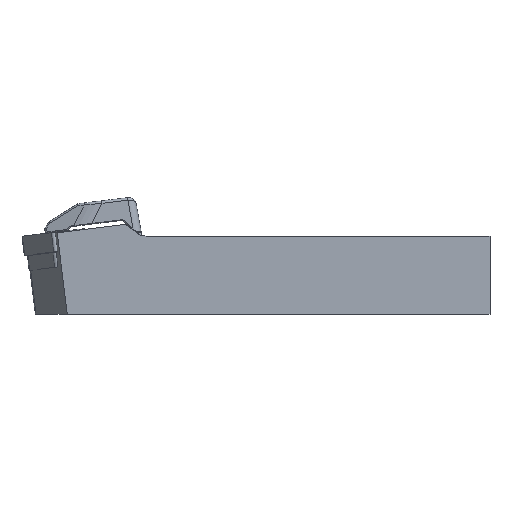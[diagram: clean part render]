
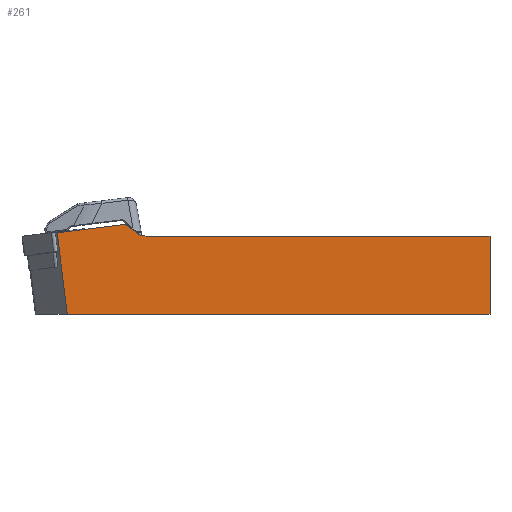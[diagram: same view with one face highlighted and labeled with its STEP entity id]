
A CAD part, front view. The second image highlights one B-rep face of the part: STEP entity #261.
In plain terms, the highlighted planar face has unit normal (0, -1, 0).
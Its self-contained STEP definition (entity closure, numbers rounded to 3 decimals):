
#261=ADVANCED_FACE('',(#423),#377,.F.);
#377=PLANE('',#2094);
#423=FACE_OUTER_BOUND('',#536,.T.);
#536=EDGE_LOOP('',(#1008,#1009,#1010,#1011,#1012,#1013,#1014,#1015));
#670=LINE('',#2981,#825);
#677=LINE('',#3038,#832);
#681=LINE('',#3045,#836);
#682=LINE('',#3047,#837);
#683=LINE('',#3049,#838);
#684=LINE('',#3051,#839);
#685=LINE('',#3053,#840);
#686=LINE('',#3055,#841);
#825=VECTOR('',#2337,1.);
#832=VECTOR('',#2352,1.);
#836=VECTOR('',#2358,1.);
#837=VECTOR('',#2359,1.);
#838=VECTOR('',#2360,1.);
#839=VECTOR('',#2361,1.);
#840=VECTOR('',#2362,1.);
#841=VECTOR('',#2363,1.);
#1008=ORIENTED_EDGE('',*,*,#1746,.F.);
#1009=ORIENTED_EDGE('',*,*,#1758,.F.);
#1010=ORIENTED_EDGE('',*,*,#1762,.T.);
#1011=ORIENTED_EDGE('',*,*,#1763,.F.);
#1012=ORIENTED_EDGE('',*,*,#1764,.F.);
#1013=ORIENTED_EDGE('',*,*,#1765,.F.);
#1014=ORIENTED_EDGE('',*,*,#1766,.T.);
#1015=ORIENTED_EDGE('',*,*,#1767,.F.);
#1562=VERTEX_POINT('',#2980);
#1563=VERTEX_POINT('',#2982);
#1574=VERTEX_POINT('',#3039);
#1576=VERTEX_POINT('',#3046);
#1577=VERTEX_POINT('',#3048);
#1578=VERTEX_POINT('',#3050);
#1579=VERTEX_POINT('',#3052);
#1580=VERTEX_POINT('',#3054);
#1746=EDGE_CURVE('',#1562,#1563,#670,.T.);
#1758=EDGE_CURVE('',#1574,#1562,#677,.T.);
#1762=EDGE_CURVE('',#1574,#1576,#681,.T.);
#1763=EDGE_CURVE('',#1577,#1576,#682,.T.);
#1764=EDGE_CURVE('',#1578,#1577,#683,.T.);
#1765=EDGE_CURVE('',#1579,#1578,#684,.T.);
#1766=EDGE_CURVE('',#1579,#1580,#685,.T.);
#1767=EDGE_CURVE('',#1563,#1580,#686,.T.);
#2094=AXIS2_PLACEMENT_3D('',#3056,#2364,#2365);
#2337=DIRECTION('',(0.788,0.,-0.616));
#2352=DIRECTION('',(0.993,0.,0.122));
#2358=DIRECTION('',(0.122,0.,-0.993));
#2359=DIRECTION('',(-1.,0.,0.));
#2360=DIRECTION('',(0.,0.,-1.));
#2361=DIRECTION('',(1.,0.,0.));
#2362=DIRECTION('',(-0.819,0.,0.574));
#2363=DIRECTION('',(0.993,0.,0.122));
#2364=DIRECTION('',(0.,1.,0.));
#2365=DIRECTION('',(-1.,0.,0.));
#2980=CARTESIAN_POINT('',(33.451,-25.,3.805));
#2981=CARTESIAN_POINT('',(-10.353,-25.,38.028));
#2982=CARTESIAN_POINT('',(38.131,-25.,0.148));
#3038=CARTESIAN_POINT('',(5.099,-25.,0.324));
#3039=CARTESIAN_POINT('',(11.535,-25.,1.114));
#3045=CARTESIAN_POINT('',(16.374,-25.,-38.29));
#3046=CARTESIAN_POINT('',(14.742,-25.,-25.));
#3047=CARTESIAN_POINT('',(-1.,-25.,-25.));
#3048=CARTESIAN_POINT('',(150.,-25.,-25.));
#3049=CARTESIAN_POINT('',(150.,-25.,50.));
#3050=CARTESIAN_POINT('',(150.,-25.,0.));
#3051=CARTESIAN_POINT('',(-1.,-25.,0.));
#3052=CARTESIAN_POINT('',(40.,-25.,0.));
#3053=CARTESIAN_POINT('',(-11.004,-25.,35.713));
#3054=CARTESIAN_POINT('',(39.541,-25.,0.321));
#3055=CARTESIAN_POINT('',(38.131,-25.,0.148));
#3056=CARTESIAN_POINT('',(-1.,-25.,50.));
